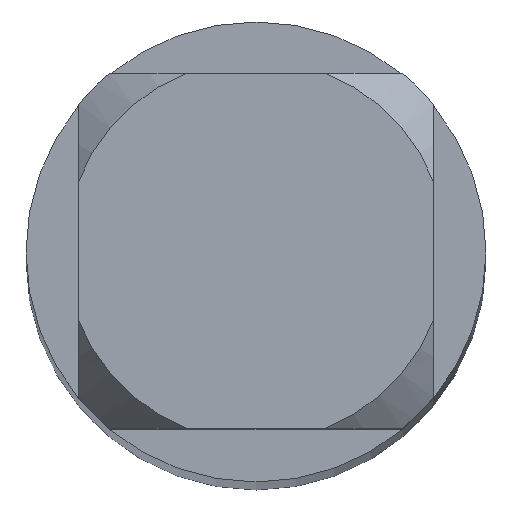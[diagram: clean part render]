
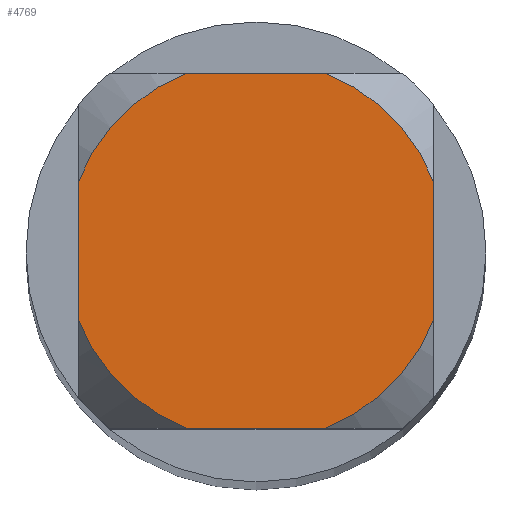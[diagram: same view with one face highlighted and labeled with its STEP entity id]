
A CAD part, top view. The second image highlights one B-rep face of the part: STEP entity #4769.
In plain terms, the highlighted planar face has unit normal (0, 0, 1).
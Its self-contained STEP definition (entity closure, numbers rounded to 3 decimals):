
#2495=VERTEX_POINT('',#7410);
#2717=VERTEX_POINT('',#7647);
#2989=EDGE_CURVE('',#4135,#6521,#7934,.T.);
#3517=VERTEX_POINT('',#8509);
#3591=EDGE_CURVE('',#4135,#6399,#8587,.T.);
#4135=VERTEX_POINT('',#9174);
#4577=VERTEX_POINT('',#9651);
#4611=EDGE_CURVE('',#6681,#2495,#9690,.T.);
#4769=ADVANCED_FACE('',(#9866),#9867,.T.);
#5013=EDGE_CURVE('',#6681,#2717,#10134,.T.);
#5745=EDGE_CURVE('',#3517,#2717,#10930,.T.);
#6109=EDGE_CURVE('',#4577,#2495,#11336,.T.);
#6399=VERTEX_POINT('',#11657);
#6521=VERTEX_POINT('',#11787);
#6593=EDGE_CURVE('',#3517,#6521,#11864,.T.);
#6681=VERTEX_POINT('',#11964);
#7239=EDGE_CURVE('',#4577,#6399,#12570,.T.);
#7410=CARTESIAN_POINT('',(0.529,-1.35,0.0));
#7647=CARTESIAN_POINT('',(1.35,0.529,0.0));
#7934=CIRCLE('',#14581,1.45);
#8509=CARTESIAN_POINT('',(0.529,1.35,0.0));
#8587=LINE('',#16795,#16796);
#9174=CARTESIAN_POINT('',(-1.35,0.529,0.0));
#9651=CARTESIAN_POINT('',(-0.529,-1.35,0.0));
#9690=CIRCLE('',#20546,1.45);
#9866=FACE_OUTER_BOUND('',#21114,.T.);
#9867=PLANE('',#21115);
#10134=LINE('',#21880,#21881);
#10930=CIRCLE('',#24522,1.45);
#11336=LINE('',#25919,#25920);
#11657=CARTESIAN_POINT('',(-1.35,-0.529,0.0));
#11787=CARTESIAN_POINT('',(-0.529,1.35,0.0));
#11864=LINE('',#27536,#27537);
#11964=CARTESIAN_POINT('',(1.35,-0.529,0.0));
#12570=CIRCLE('',#29783,1.45);
#14581=AXIS2_PLACEMENT_3D('',#30840,#30841,#30842);
#16795=CARTESIAN_POINT('',(-1.35,0.363,0.0));
#16796=VECTOR('',#31428,1.0);
#20546=AXIS2_PLACEMENT_3D('',#32386,#32387,#32388);
#21114=EDGE_LOOP('',(#32582,#32583,#32584,#32585,#32586,#32587,#32588,#32589));
#21115=AXIS2_PLACEMENT_3D('',#32590,#32591,#32592);
#21880=CARTESIAN_POINT('',(1.35,0.363,0.0));
#21881=VECTOR('',#32861,1.0);
#24522=AXIS2_PLACEMENT_3D('',#33701,#33702,#33703);
#25919=CARTESIAN_POINT('',(0.0,-1.35,0.0));
#25920=VECTOR('',#34244,1.0);
#27536=CARTESIAN_POINT('',(0.0,1.35,0.0));
#27537=VECTOR('',#34717,1.0);
#29783=AXIS2_PLACEMENT_3D('',#35388,#35389,#35390);
#30840=CARTESIAN_POINT('',(0.0,0.0,0.0));
#30841=DIRECTION('',(0.0,0.0,-1.0));
#30842=DIRECTION('',(0.0,1.0,0.0));
#31428=DIRECTION('',(-0.0,-1.0,0.0));
#32386=CARTESIAN_POINT('',(0.0,0.0,0.0));
#32387=DIRECTION('',(0.0,0.0,-1.0));
#32388=DIRECTION('',(0.0,1.0,0.0));
#32582=ORIENTED_EDGE('',*,*,#3591,.T.);
#32583=ORIENTED_EDGE('',*,*,#7239,.F.);
#32584=ORIENTED_EDGE('',*,*,#6109,.T.);
#32585=ORIENTED_EDGE('',*,*,#4611,.F.);
#32586=ORIENTED_EDGE('',*,*,#5013,.T.);
#32587=ORIENTED_EDGE('',*,*,#5745,.F.);
#32588=ORIENTED_EDGE('',*,*,#6593,.T.);
#32589=ORIENTED_EDGE('',*,*,#2989,.F.);
#32590=CARTESIAN_POINT('',(0.0,0.725,0.0));
#32591=DIRECTION('',(-0.0,0.0,1.0));
#32592=DIRECTION('',(0.0,-1.0,0.0));
#32861=DIRECTION('',(-0.0,1.0,0.0));
#33701=CARTESIAN_POINT('',(0.0,0.0,0.0));
#33702=DIRECTION('',(0.0,0.0,-1.0));
#33703=DIRECTION('',(0.0,1.0,0.0));
#34244=DIRECTION('',(1.0,0.0,0.0));
#34717=DIRECTION('',(-1.0,0.0,0.0));
#35388=CARTESIAN_POINT('',(0.0,0.0,0.0));
#35389=DIRECTION('',(0.0,0.0,-1.0));
#35390=DIRECTION('',(0.0,1.0,0.0));
